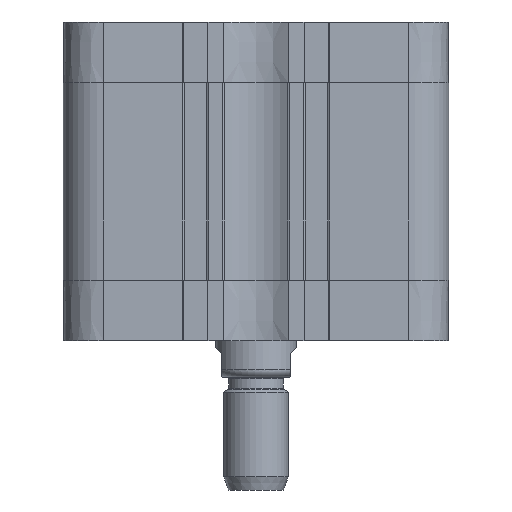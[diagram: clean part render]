
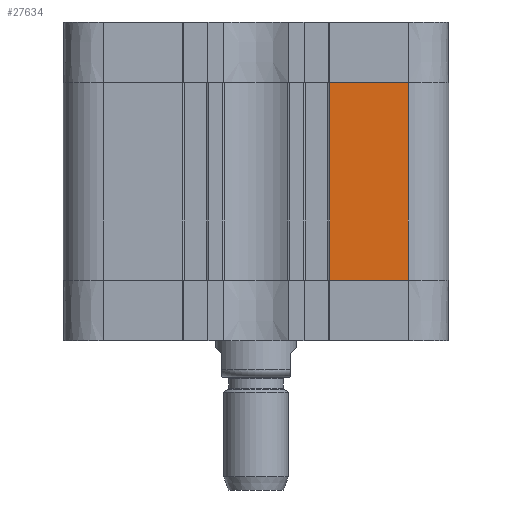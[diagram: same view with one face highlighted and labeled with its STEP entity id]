
A CAD part, front view. The second image highlights one B-rep face of the part: STEP entity #27634.
In plain terms, the highlighted planar face has unit normal (0, -1, 0).
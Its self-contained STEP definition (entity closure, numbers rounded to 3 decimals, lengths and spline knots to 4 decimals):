
#2707=LINE($,#54204,#4746);
#2760=LINE($,#54424,#4799);
#2787=LINE($,#54534,#4826);
#2789=LINE($,#54537,#4828);
#4746=VECTOR($,#32981,1.95);
#4799=VECTOR($,#33156,1.95);
#4826=VECTOR($,#33243,4.9);
#4828=VECTOR($,#33247,4.9);
#5448=PLANE($,#28900);
#7566=FACE_OUTER_BOUND($,#9318,.T.);
#9318=EDGE_LOOP($,(#25557,#25558,#25559,#25560));
#13559=VERTEX_POINT($,#54201);
#13560=VERTEX_POINT($,#54203);
#13665=VERTEX_POINT($,#54421);
#13666=VERTEX_POINT($,#54423);
#17529=EDGE_CURVE($,#13559,#13560,#2707,.T.);
#17640=EDGE_CURVE($,#13666,#13665,#2760,.T.);
#17696=EDGE_CURVE($,#13560,#13665,#2787,.T.);
#17698=EDGE_CURVE($,#13559,#13666,#2789,.T.);
#25557=ORIENTED_EDGE($,*,*,#17696,.F.);
#25558=ORIENTED_EDGE($,*,*,#17529,.F.);
#25559=ORIENTED_EDGE($,*,*,#17698,.T.);
#25560=ORIENTED_EDGE($,*,*,#17640,.T.);
#27634=ADVANCED_FACE($,(#7566),#5448,.T.);
#28900=AXIS2_PLACEMENT_3D($,#54536,#33245,#33246);
#32981=DIRECTION($,(-1.,0.,0.));
#33156=DIRECTION($,(-1.,0.,0.));
#33243=DIRECTION($,(0.,0.,1.));
#33245=DIRECTION('center_axis',(0.,-1.,0.));
#33246=DIRECTION('ref_axis',(0.,0.,-1.));
#33247=DIRECTION($,(0.,0.,1.));
#54201=CARTESIAN_POINT('',(3.775,-4.775,-4.7));
#54203=CARTESIAN_POINT('',(1.825,-4.775,-4.7));
#54204=CARTESIAN_POINT($,(3.775,-4.775,-4.7));
#54421=CARTESIAN_POINT('',(1.825,-4.775,0.2));
#54423=CARTESIAN_POINT('',(3.775,-4.775,0.2));
#54424=CARTESIAN_POINT($,(3.775,-4.775,0.2));
#54534=CARTESIAN_POINT($,(1.825,-4.775,-4.7));
#54536=CARTESIAN_POINT('Origin',(3.775,-4.775,-4.7));
#54537=CARTESIAN_POINT($,(3.775,-4.775,-4.7));
